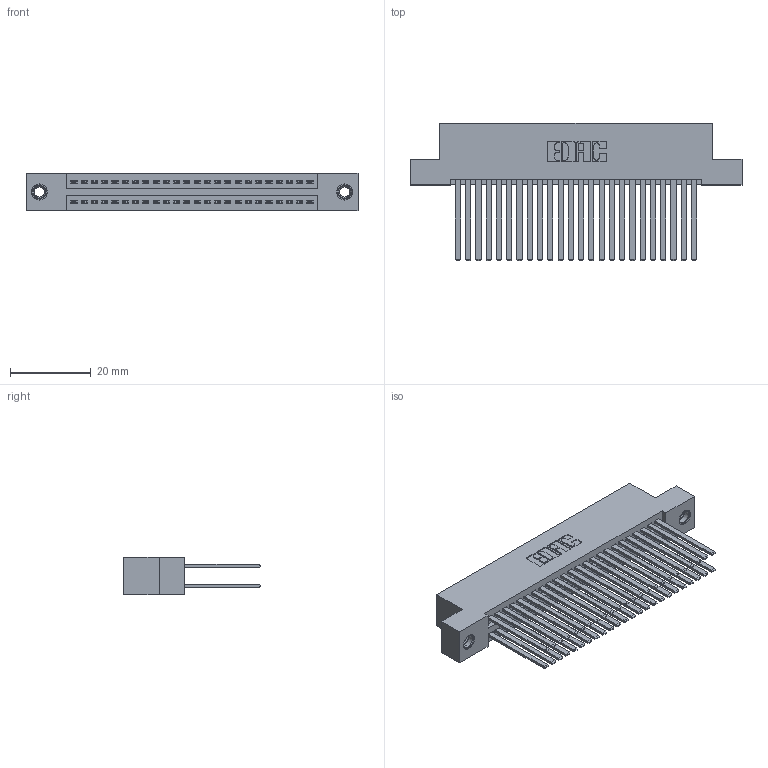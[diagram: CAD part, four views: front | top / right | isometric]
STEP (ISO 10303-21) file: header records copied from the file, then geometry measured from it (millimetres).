
FILE_DESCRIPTION (( 'STEP AP203' ), '1' );
FILE_NAME ('395-048-544-207.STEP', '2018-11-19T21:34:15', ( '' ), ( '' ), 'SwSTEP 2.0', 'SolidWorks 2016', '' );
FILE_SCHEMA (( 'CONFIG_CONTROL_DESIGN' ));
Length unit declared in the file: inch
Products named in the file (4): 345 Part_Flush Mounting Lugs - 0.156 Dia-TI; 345-292-001_345-293-144; 345-250-001_345-250-005-103; 395-048-544-207
Assembly tree (51 placements, depth 2):
  395-048-544-207
    345 Part_Flush Mounting Lugs - 0.156 Dia-TI
    345-292-001_345-293-144  x48
    345-250-001_345-250-005-103  x2
Bounding box: 82.17 x 33.96 x 9.4 mm (x, y, z)
Volume: 8474.3 mm3; surface area: 14177.8 mm2
Topology: 51 solids, 51 shells, 2298 faces, 6765 edges, 4438 vertices
Faces by surface type: plane 1504, cylinder 778, cone 12, torus 4
Entity records: 22256 total; most frequent: CARTESIAN_POINT 3727, ORIENTED_EDGE 3654, DIRECTION 3333, EDGE_CURVE 1827, VECTOR 1583, LINE 1583, VERTEX_POINT 1212, AXIS2_PLACEMENT_3D 875
